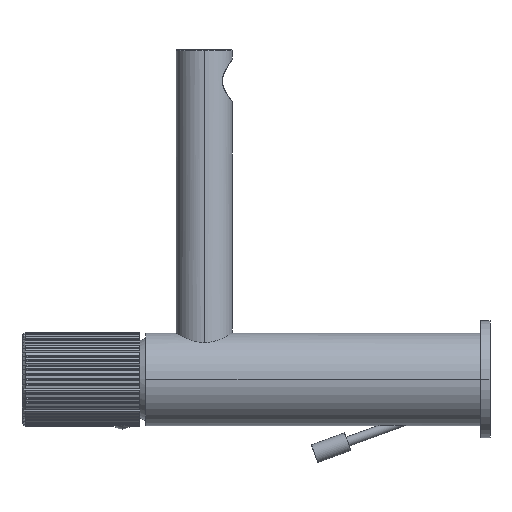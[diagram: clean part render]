
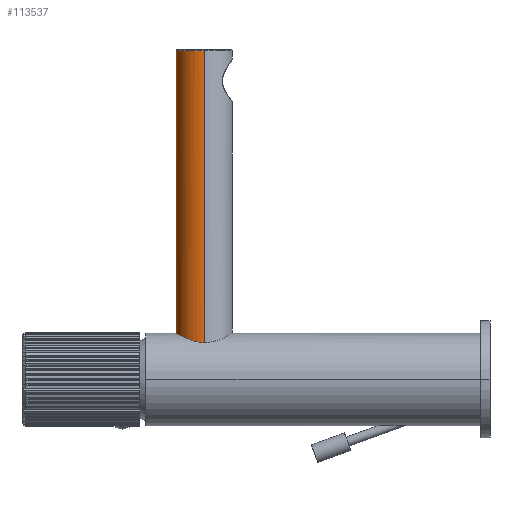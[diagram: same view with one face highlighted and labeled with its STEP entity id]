
A CAD part, left-side view. The second image highlights one B-rep face of the part: STEP entity #113537.
In plain terms, the highlighted cylindrical face has radius 12 mm (diameter 24 mm), a partial arc.
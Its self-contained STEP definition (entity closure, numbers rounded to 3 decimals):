
#35400=DIRECTION('',(0.,0.,1.));
#35401=VECTOR('',#35400,124.7);
#35402=CARTESIAN_POINT('',(-12.,118.,15.686));
#35403=LINE('',#35402,#35401);
#35718=DIRECTION('',(0.,0.,1.));
#35719=VECTOR('',#35718,124.7);
#35720=CARTESIAN_POINT('',(12.,118.,15.686));
#35721=LINE('',#35720,#35719);
#35727=CARTESIAN_POINT('',(12.,118.,15.686));
#35728=CARTESIAN_POINT('',(12.,118.136,15.686));
#35729=CARTESIAN_POINT('',(11.995,118.407,15.69));
#35730=CARTESIAN_POINT('',(11.975,118.814,15.706));
#35731=CARTESIAN_POINT('',(11.94,119.222,15.732));
#35732=CARTESIAN_POINT('',(11.891,119.632,15.769));
#35733=CARTESIAN_POINT('',(11.827,120.043,15.817));
#35734=CARTESIAN_POINT('',(11.749,120.456,15.876));
#35735=CARTESIAN_POINT('',(11.654,120.871,15.945));
#35736=CARTESIAN_POINT('',(11.543,121.288,16.026));
#35737=CARTESIAN_POINT('',(11.416,121.708,16.117));
#35738=CARTESIAN_POINT('',(11.27,122.128,16.219));
#35739=CARTESIAN_POINT('',(11.107,122.55,16.331));
#35740=CARTESIAN_POINT('',(10.924,122.973,16.454));
#35741=CARTESIAN_POINT('',(10.723,123.394,16.586));
#35742=CARTESIAN_POINT('',(10.502,123.813,16.727));
#35743=CARTESIAN_POINT('',(10.261,124.228,16.876));
#35744=CARTESIAN_POINT('',(10.001,124.638,17.032));
#35745=CARTESIAN_POINT('',(9.722,125.04,17.193));
#35746=CARTESIAN_POINT('',(9.425,125.434,17.357));
#35747=CARTESIAN_POINT('',(9.11,125.816,17.525));
#35748=CARTESIAN_POINT('',(8.78,126.185,17.692));
#35749=CARTESIAN_POINT('',(8.435,126.54,17.859));
#35750=CARTESIAN_POINT('',(8.078,126.879,18.024));
#35751=CARTESIAN_POINT('',(7.708,127.201,18.185));
#35752=CARTESIAN_POINT('',(7.328,127.507,18.342));
#35753=CARTESIAN_POINT('',(6.94,127.794,18.492));
#35754=CARTESIAN_POINT('',(6.544,128.063,18.636));
#35755=CARTESIAN_POINT('',(6.141,128.313,18.773));
#35756=CARTESIAN_POINT('',(5.733,128.545,18.901));
#35757=CARTESIAN_POINT('',(5.321,128.759,19.021));
#35758=CARTESIAN_POINT('',(4.905,128.955,19.133));
#35759=CARTESIAN_POINT('',(4.486,129.133,19.235));
#35760=CARTESIAN_POINT('',(4.064,129.294,19.329));
#35761=CARTESIAN_POINT('',(3.639,129.438,19.413));
#35762=CARTESIAN_POINT('',(3.214,129.564,19.488));
#35763=CARTESIAN_POINT('',(2.787,129.675,19.554));
#35764=CARTESIAN_POINT('',(2.359,129.769,19.61));
#35765=CARTESIAN_POINT('',(1.93,129.846,19.657));
#35766=CARTESIAN_POINT('',(1.502,129.908,19.694));
#35767=CARTESIAN_POINT('',(1.073,129.954,19.722));
#35768=CARTESIAN_POINT('',(0.644,129.985,
19.741));
#35769=CARTESIAN_POINT('',(0.215,130.001,
19.75));
#35770=CARTESIAN_POINT('',(-0.215,130.001,
19.75));
#35771=CARTESIAN_POINT('',(-0.644,129.985,
19.741));
#35772=CARTESIAN_POINT('',(-1.073,129.954,
19.722));
#35773=CARTESIAN_POINT('',(-1.501,129.908,
19.694));
#35774=CARTESIAN_POINT('',(-1.93,129.846,
19.657));
#35775=CARTESIAN_POINT('',(-2.359,129.769,
19.61));
#35776=CARTESIAN_POINT('',(-2.787,129.675,
19.554));
#35777=CARTESIAN_POINT('',(-3.214,129.564,
19.488));
#35778=CARTESIAN_POINT('',(-3.639,129.438,
19.413));
#35779=CARTESIAN_POINT('',(-4.064,129.294,
19.329));
#35780=CARTESIAN_POINT('',(-4.486,129.133,
19.235));
#35781=CARTESIAN_POINT('',(-4.905,128.955,
19.133));
#35782=CARTESIAN_POINT('',(-5.321,128.759,
19.021));
#35783=CARTESIAN_POINT('',(-5.733,128.545,
18.901));
#35784=CARTESIAN_POINT('',(-6.141,128.313,
18.773));
#35785=CARTESIAN_POINT('',(-6.544,128.063,
18.636));
#35786=CARTESIAN_POINT('',(-6.94,127.794,
18.492));
#35787=CARTESIAN_POINT('',(-7.328,127.507,
18.342));
#35788=CARTESIAN_POINT('',(-7.708,127.201,
18.185));
#35789=CARTESIAN_POINT('',(-8.078,126.879,
18.024));
#35790=CARTESIAN_POINT('',(-8.435,126.54,
17.859));
#35791=CARTESIAN_POINT('',(-8.78,126.185,
17.692));
#35792=CARTESIAN_POINT('',(-9.11,125.816,
17.525));
#35793=CARTESIAN_POINT('',(-9.425,125.434,
17.357));
#35794=CARTESIAN_POINT('',(-9.722,125.041,
17.193));
#35795=CARTESIAN_POINT('',(-10.001,124.638,
17.032));
#35796=CARTESIAN_POINT('',(-10.261,124.228,
16.876));
#35797=CARTESIAN_POINT('',(-10.502,123.813,
16.727));
#35798=CARTESIAN_POINT('',(-10.723,123.394,
16.586));
#35799=CARTESIAN_POINT('',(-10.924,122.973,
16.454));
#35800=CARTESIAN_POINT('',(-11.107,122.55,
16.331));
#35801=CARTESIAN_POINT('',(-11.27,122.128,
16.219));
#35802=CARTESIAN_POINT('',(-11.416,121.708,
16.117));
#35803=CARTESIAN_POINT('',(-11.543,121.288,
16.026));
#35804=CARTESIAN_POINT('',(-11.654,120.871,
15.945));
#35805=CARTESIAN_POINT('',(-11.749,120.456,
15.876));
#35806=CARTESIAN_POINT('',(-11.827,120.043,
15.817));
#35807=CARTESIAN_POINT('',(-11.891,119.632,
15.769));
#35808=CARTESIAN_POINT('',(-11.94,119.222,
15.732));
#35809=CARTESIAN_POINT('',(-11.975,118.814,
15.706));
#35810=CARTESIAN_POINT('',(-11.995,118.407,
15.69));
#35811=CARTESIAN_POINT('',(-12.,118.136,15.686));
#35812=CARTESIAN_POINT('',(-12.,118.,15.686));
#47065=CARTESIAN_POINT('',(0.,118.,140.386));
#47066=DIRECTION('',(0.,0.,-1.));
#47067=DIRECTION('',(-1.,0.,0.));
#47068=AXIS2_PLACEMENT_3D('',#47065,#47066,#47067);
#59831=CARTESIAN_POINT('',(12.,118.,140.386));
#59833=VERTEX_POINT('',#59831);
#59837=CARTESIAN_POINT('',(-12.,118.,140.386));
#59838=VERTEX_POINT('',#59837);
#59841=VERTEX_POINT('',#35727);
#59842=VERTEX_POINT('',#35812);
#113524=CARTESIAN_POINT('',(0.,118.,15.686));
#113525=DIRECTION('',(0.,0.,1.));
#113526=DIRECTION('',(1.,0.,0.));
#113527=AXIS2_PLACEMENT_3D('',#113524,#113525,#113526);
#113528=CYLINDRICAL_SURFACE('',#113527,12.);
#113530=ORIENTED_EDGE('',*,*,#113529,.F.);
#113531=ORIENTED_EDGE('',*,*,#113491,.T.);
#113533=ORIENTED_EDGE('',*,*,#113532,.F.);
#113534=ORIENTED_EDGE('',*,*,#113485,.F.);
#113535=EDGE_LOOP('',(#113530,#113531,#113533,#113534));
#113536=FACE_OUTER_BOUND('',#113535,.F.);
#113537=ADVANCED_FACE('',(#113536),#113528,.T.);
#35813=B_SPLINE_CURVE_WITH_KNOTS('',3,(#35727,#35728,#35729,#35730,#35731,
#35732,#35733,#35734,#35735,#35736,#35737,#35738,#35739,#35740,#35741,#35742,
#35743,#35744,#35745,#35746,#35747,#35748,#35749,#35750,#35751,#35752,#35753,
#35754,#35755,#35756,#35757,#35758,#35759,#35760,#35761,#35762,#35763,#35764,
#35765,#35766,#35767,#35768,#35769,#35770,#35771,#35772,#35773,#35774,#35775,
#35776,#35777,#35778,#35779,#35780,#35781,#35782,#35783,#35784,#35785,#35786,
#35787,#35788,#35789,#35790,#35791,#35792,#35793,#35794,#35795,#35796,#35797,
#35798,#35799,#35800,#35801,#35802,#35803,#35804,#35805,#35806,#35807,#35808,
#35809,#35810,#35811,#35812),.UNSPECIFIED.,.F.,.F.,(4,1,1,1,1,1,1,1,1,1,1,1,1,1,
1,1,1,1,1,1,1,1,1,1,1,1,1,1,1,1,1,1,1,1,1,1,1,1,1,1,1,1,1,1,1,1,1,1,1,1,1,1,1,1,
1,1,1,1,1,1,1,1,1,1,1,1,1,1,1,1,1,1,1,1,1,1,1,1,1,1,1,1,1,4),(0.,
0.012,0.024,0.036,0.048,
0.06,0.072,0.084,0.096,
0.108,0.12,0.133,0.145,
0.157,0.169,0.181,0.193,
0.205,0.217,0.229,0.241,
0.253,0.265,0.277,0.289,
0.301,0.313,0.325,0.337,
0.349,0.361,0.373,0.386,
0.398,0.41,0.422,0.434,
0.446,0.458,0.47,0.482,
0.494,0.506,0.518,0.53,
0.542,0.554,0.566,0.578,
0.59,0.602,0.614,0.627,
0.639,0.651,0.663,0.675,
0.687,0.699,0.711,0.723,
0.735,0.747,0.759,0.771,
0.783,0.795,0.807,0.819,
0.831,0.843,0.855,0.867,
0.88,0.892,0.904,0.916,
0.928,0.94,0.952,0.964,
0.976,0.988,1.),.UNSPECIFIED.);
#47069=CIRCLE('',#47068,12.);
#113485=EDGE_CURVE('',#59842,#59838,#35403,.T.);
#113491=EDGE_CURVE('',#59841,#59833,#35721,.T.);
#113529=EDGE_CURVE('',#59841,#59842,#35813,.T.);
#113532=EDGE_CURVE('',#59838,#59833,#47069,.T.);
